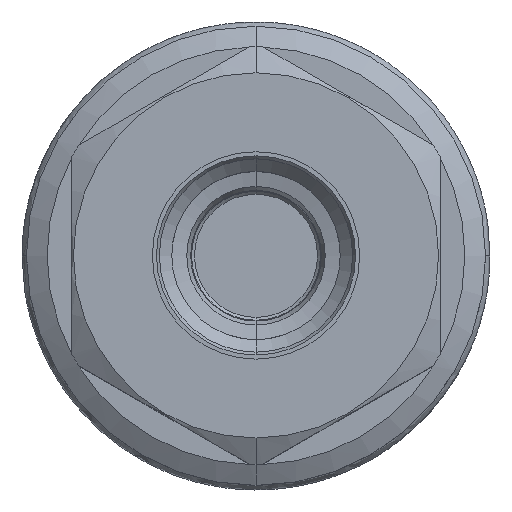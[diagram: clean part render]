
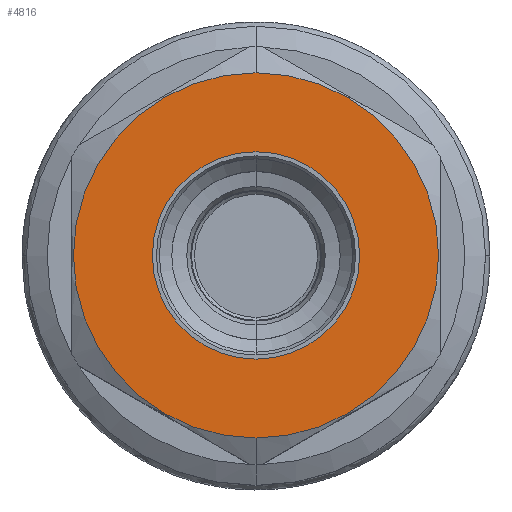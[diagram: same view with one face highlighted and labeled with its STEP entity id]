
A CAD part, top view. The second image highlights one B-rep face of the part: STEP entity #4816.
In plain terms, the highlighted planar face has unit normal (0, 0, 1).
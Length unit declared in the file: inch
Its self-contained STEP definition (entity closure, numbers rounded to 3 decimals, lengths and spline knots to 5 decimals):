
#1761=CARTESIAN_POINT('',(0.,0.,3.625));
#1762=DIRECTION('',(0.,0.,1.));
#1763=DIRECTION('',(0.,-1.,0.));
#1764=AXIS2_PLACEMENT_3D('',#1761,#1762,#1763);
#1766=CARTESIAN_POINT('',(0.,0.,3.625));
#1767=DIRECTION('',(0.,0.,1.));
#1768=DIRECTION('',(0.,1.,0.));
#1769=AXIS2_PLACEMENT_3D('',#1766,#1767,#1768);
#1771=CARTESIAN_POINT('',(0.,0.,3.625));
#1772=DIRECTION('',(0.,0.,1.));
#1773=DIRECTION('',(0.,-1.,0.));
#1774=AXIS2_PLACEMENT_3D('',#1771,#1772,#1773);
#1776=CARTESIAN_POINT('',(0.,0.,3.625));
#1777=DIRECTION('',(0.,0.,1.));
#1778=DIRECTION('',(0.,1.,0.));
#1779=AXIS2_PLACEMENT_3D('',#1776,#1777,#1778);
#2820=CARTESIAN_POINT('',(0.,-0.62,3.625));
#2821=CARTESIAN_POINT('',(0.,0.62,3.625));
#2822=VERTEX_POINT('',#2820);
#2823=VERTEX_POINT('',#2821);
#2912=CARTESIAN_POINT('',(0.,-0.352,3.625));
#2913=CARTESIAN_POINT('',(0.,0.352,3.625));
#2914=VERTEX_POINT('',#2912);
#2915=VERTEX_POINT('',#2913);
#4801=CARTESIAN_POINT('',(0.,0.,3.625));
#4802=DIRECTION('',(0.,0.,1.));
#4803=DIRECTION('',(0.,1.,0.));
#4804=AXIS2_PLACEMENT_3D('',#4801,#4802,#4803);
#4805=PLANE('',#4804);
#4806=ORIENTED_EDGE('',*,*,#4571,.F.);
#4807=ORIENTED_EDGE('',*,*,#4792,.F.);
#4808=EDGE_LOOP('',(#4806,#4807));
#4809=FACE_OUTER_BOUND('',#4808,.F.);
#4811=ORIENTED_EDGE('',*,*,#4810,.T.);
#4813=ORIENTED_EDGE('',*,*,#4812,.T.);
#4814=EDGE_LOOP('',(#4811,#4813));
#4815=FACE_BOUND('',#4814,.F.);
#4816=ADVANCED_FACE('',(#4809,#4815),#4805,.T.);
#1765=CIRCLE('',#1764,0.62);
#1770=CIRCLE('',#1769,0.62);
#1775=CIRCLE('',#1774,0.352);
#1780=CIRCLE('',#1779,0.352);
#4571=EDGE_CURVE('',#2822,#2823,#1765,.T.);
#4792=EDGE_CURVE('',#2823,#2822,#1770,.T.);
#4810=EDGE_CURVE('',#2914,#2915,#1775,.T.);
#4812=EDGE_CURVE('',#2915,#2914,#1780,.T.);
